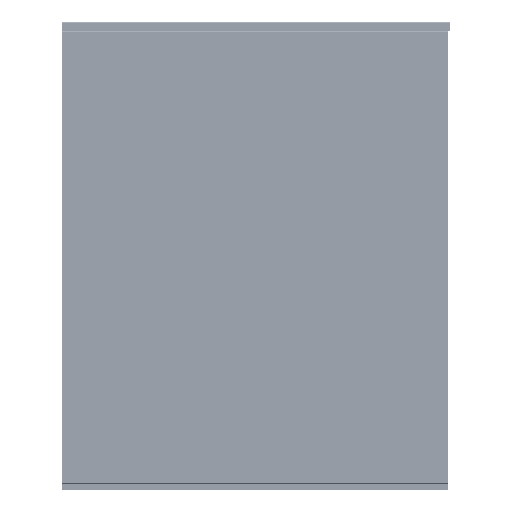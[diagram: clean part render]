
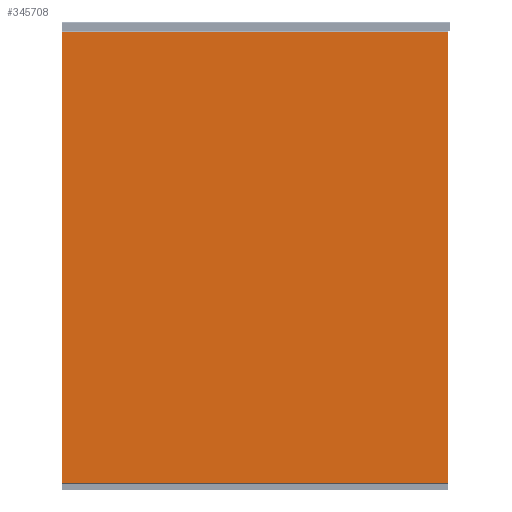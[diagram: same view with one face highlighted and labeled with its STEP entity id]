
A CAD part, left-side view. The second image highlights one B-rep face of the part: STEP entity #345708.
In plain terms, the highlighted planar face has unit normal (-1, 0, 0).
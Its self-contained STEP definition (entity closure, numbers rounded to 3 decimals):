
#345447=CARTESIAN_POINT('',(2422.339,-446.489,582.5));
#345448=VERTEX_POINT('',#345447);
#345455=CARTESIAN_POINT('',(2422.339,-446.696,582.293));
#345456=VERTEX_POINT('',#345455);
#345457=CARTESIAN_POINT('',(2422.339,-446.489,582.5));
#345458=DIRECTION('',(0.0,-0.707,-0.707));
#345459=VECTOR('',#345458,0.293);
#345460=LINE('',#345457,#345459);
#345461=EDGE_CURVE('',#345448,#345456,#345460,.T.);
#345478=CARTESIAN_POINT('',(2422.339,50.097,582.5));
#345479=VERTEX_POINT('',#345478);
#345486=CARTESIAN_POINT('',(2422.339,50.097,582.5));
#345487=DIRECTION('',(0.0,-1.0,0.0));
#345488=VECTOR('',#345487,496.586);
#345489=LINE('',#345486,#345488);
#345490=EDGE_CURVE('',#345479,#345448,#345489,.T.);
#345501=CARTESIAN_POINT('',(2422.339,-446.696,0.707));
#345502=VERTEX_POINT('',#345501);
#345503=CARTESIAN_POINT('',(2422.339,-446.696,582.293));
#345504=DIRECTION('',(0.0,0.0,-1.0));
#345505=VECTOR('',#345504,581.586);
#345506=LINE('',#345503,#345505);
#345507=EDGE_CURVE('',#345456,#345502,#345506,.T.);
#345533=CARTESIAN_POINT('',(2422.339,50.304,582.293));
#345534=VERTEX_POINT('',#345533);
#345541=CARTESIAN_POINT('',(2422.339,50.304,582.293));
#345542=DIRECTION('',(0.0,-0.707,0.707));
#345543=VECTOR('',#345542,0.293);
#345544=LINE('',#345541,#345543);
#345545=EDGE_CURVE('',#345534,#345479,#345544,.T.);
#345556=CARTESIAN_POINT('',(2422.339,-446.489,0.5));
#345557=VERTEX_POINT('',#345556);
#345558=CARTESIAN_POINT('',(2422.339,-446.696,0.707));
#345559=DIRECTION('',(0.0,0.707,-0.707));
#345560=VECTOR('',#345559,0.293);
#345561=LINE('',#345558,#345560);
#345562=EDGE_CURVE('',#345502,#345557,#345561,.T.);
#345588=CARTESIAN_POINT('',(2422.339,50.304,0.707));
#345589=VERTEX_POINT('',#345588);
#345596=CARTESIAN_POINT('',(2422.339,50.304,0.707));
#345597=DIRECTION('',(0.0,0.0,1.0));
#345598=VECTOR('',#345597,581.586);
#345599=LINE('',#345596,#345598);
#345600=EDGE_CURVE('',#345589,#345534,#345599,.T.);
#345611=CARTESIAN_POINT('',(2422.339,50.097,0.5));
#345612=VERTEX_POINT('',#345611);
#345613=CARTESIAN_POINT('',(2422.339,-446.489,0.5));
#345614=DIRECTION('',(0.0,1.0,0.0));
#345615=VECTOR('',#345614,496.586);
#345616=LINE('',#345613,#345615);
#345617=EDGE_CURVE('',#345557,#345612,#345616,.T.);
#345649=CARTESIAN_POINT('',(2422.339,50.097,0.5));
#345650=DIRECTION('',(0.0,0.707,0.707));
#345651=VECTOR('',#345650,0.293);
#345652=LINE('',#345649,#345651);
#345653=EDGE_CURVE('',#345612,#345589,#345652,.T.);
#345693=CARTESIAN_POINT('',(2422.339,50.804,0.));
#345694=DIRECTION('',(-1.0,0.0,0.0));
#345695=DIRECTION('',(0.0,-1.0,0.0));
#345696=AXIS2_PLACEMENT_3D('',#345693,#345694,#345695);
#345697=PLANE('',#345696);
#345698=ORIENTED_EDGE('',*,*,#345461,.F.);
#345699=ORIENTED_EDGE('',*,*,#345490,.F.);
#345700=ORIENTED_EDGE('',*,*,#345545,.F.);
#345701=ORIENTED_EDGE('',*,*,#345600,.F.);
#345702=ORIENTED_EDGE('',*,*,#345653,.F.);
#345703=ORIENTED_EDGE('',*,*,#345617,.F.);
#345704=ORIENTED_EDGE('',*,*,#345562,.F.);
#345705=ORIENTED_EDGE('',*,*,#345507,.F.);
#345706=EDGE_LOOP('',(#345698,#345699,#345700,#345701,#345702,#345703,#345704,#345705));
#345707=FACE_OUTER_BOUND('',#345706,.T.);
#345708=ADVANCED_FACE('',(#345707),#345697,.T.);
